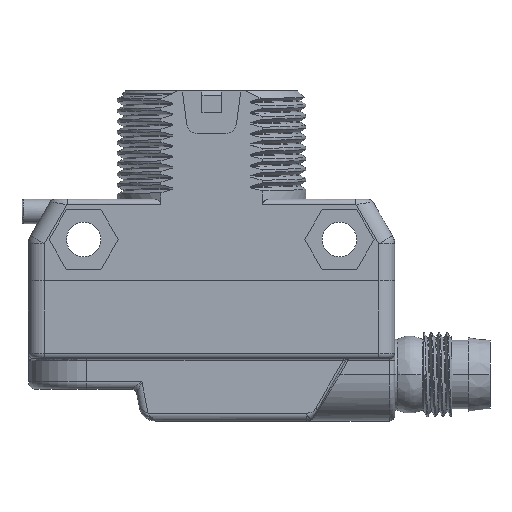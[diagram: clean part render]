
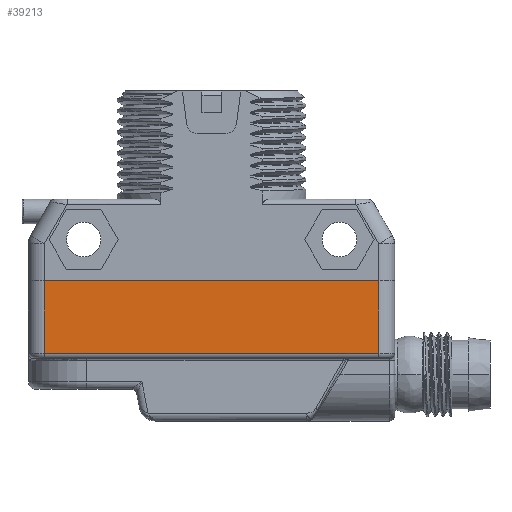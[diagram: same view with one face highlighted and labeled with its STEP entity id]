
A CAD part, left-side view. The second image highlights one B-rep face of the part: STEP entity #39213.
In plain terms, the highlighted planar face has unit normal (-1, 0, 0).
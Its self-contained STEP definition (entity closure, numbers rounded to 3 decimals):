
#35239=DIRECTION('',(0.,1.,0.));
#35240=VECTOR('',#35239,31.5);
#35241=CARTESIAN_POINT('',(-7.5,1.5,0.));
#35242=LINE('',#35241,#35240);
#35288=DIRECTION('',(0.,0.,1.));
#35289=VECTOR('',#35288,6.8);
#35290=CARTESIAN_POINT('',(-7.5,33.,-6.8));
#35291=LINE('',#35290,#35289);
#35311=DIRECTION('',(0.,1.,0.));
#35312=VECTOR('',#35311,31.5);
#35313=CARTESIAN_POINT('',(-7.5,1.5,-6.8));
#35314=LINE('',#35313,#35312);
#35320=DIRECTION('',(0.,0.,-1.));
#35321=VECTOR('',#35320,6.8);
#35322=CARTESIAN_POINT('',(-7.5,1.5,0.));
#35323=LINE('',#35322,#35321);
#36757=CARTESIAN_POINT('',(-7.5,33.,0.));
#36759=VERTEX_POINT('',#36757);
#36764=CARTESIAN_POINT('',(-7.5,1.5,0.));
#36765=VERTEX_POINT('',#36764);
#37156=CARTESIAN_POINT('',(-7.5,33.,-6.8));
#37157=VERTEX_POINT('',#37156);
#37160=CARTESIAN_POINT('',(-7.5,1.5,-6.8));
#37161=VERTEX_POINT('',#37160);
#39201=CARTESIAN_POINT('',(-7.5,0.,-13.2));
#39202=DIRECTION('',(-1.,0.,0.));
#39203=DIRECTION('',(0.,0.,1.));
#39204=AXIS2_PLACEMENT_3D('',#39201,#39202,#39203);
#39205=PLANE('',#39204);
#39206=ORIENTED_EDGE('',*,*,#39194,.T.);
#39207=ORIENTED_EDGE('',*,*,#39169,.T.);
#39208=ORIENTED_EDGE('',*,*,#39137,.F.);
#39210=ORIENTED_EDGE('',*,*,#39209,.T.);
#39211=EDGE_LOOP('',(#39206,#39207,#39208,#39210));
#39212=FACE_OUTER_BOUND('',#39211,.F.);
#39137=EDGE_CURVE('',#36765,#36759,#35242,.T.);
#39169=EDGE_CURVE('',#37157,#36759,#35291,.T.);
#39194=EDGE_CURVE('',#37161,#37157,#35314,.T.);
#39209=EDGE_CURVE('',#36765,#37161,#35323,.T.);
#39213=ADVANCED_FACE('',(#39212),#39205,.T.);
